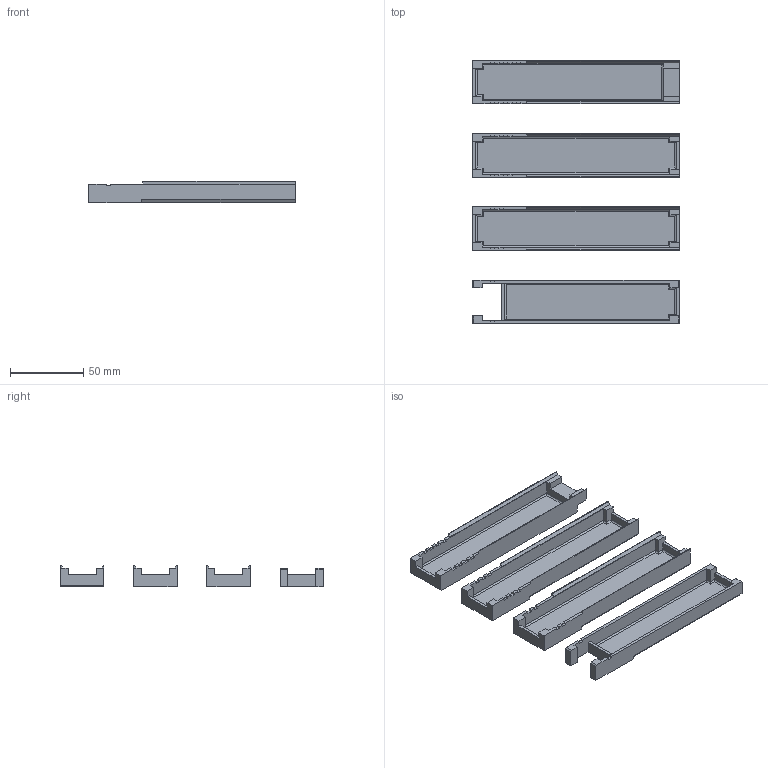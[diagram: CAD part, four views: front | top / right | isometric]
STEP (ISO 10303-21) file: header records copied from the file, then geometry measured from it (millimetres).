
FILE_DESCRIPTION(/* description */ (''),/* implementation_level */ '2;1');
FILE_NAME(/* name */ 'Carbon Baskets v12.step',/* time_stamp */ '2023-11-30T12:42:31-05:00',/* author */ (''),/* organization */ (''),/* preprocessor_version */ 'ST-DEVELOPER v20',/* originating_system */ 'Autodesk Translation Framework v12.14.0.127',/* authorisation */ '');
FILE_SCHEMA (('AUTOMOTIVE_DESIGN { 1 0 10303 214 3 1 1 }'));
Length unit declared in the file: millimetre
Products named in the file (1): Carbon Baskets
Bounding box: 141.2 x 179.6 x 14.6 mm (x, y, z)
Volume: 60942.7 mm3; surface area: 62914.8 mm2
Topology: 4 solids, 4 shells, 253 faces, 695 edges, 450 vertices
Faces by surface type: plane 213, cylinder 40
Entity records: 7879 total; most frequent: CARTESIAN_POINT 1399, ORIENTED_EDGE 1390, DIRECTION 1243, EDGE_CURVE 695, LINE 655, VECTOR 655, VERTEX_POINT 450, AXIS2_PLACEMENT_3D 294
